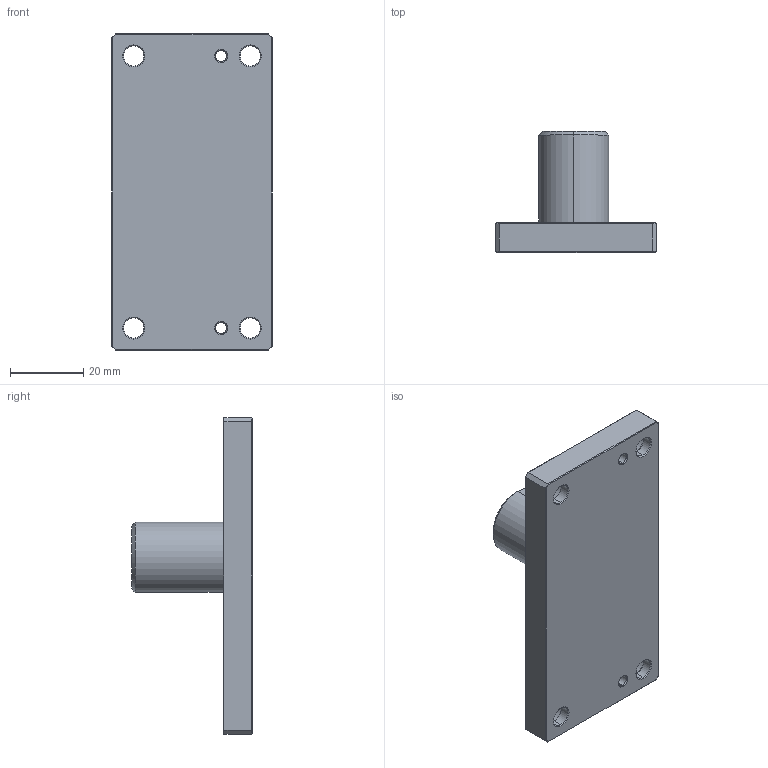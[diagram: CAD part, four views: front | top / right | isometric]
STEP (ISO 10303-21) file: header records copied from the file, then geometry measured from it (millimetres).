
FILE_DESCRIPTION (( 'STEP AP214' ), '1' );
FILE_NAME ('Cap.STEP', '2023-07-06T05:10:51', ( '' ), ( '' ), 'SwSTEP 2.0', 'SolidWorks 2021', '' );
FILE_SCHEMA (( 'AUTOMOTIVE_DESIGN' ));
Length unit declared in the file: millimetre
Products named in the file (1): Cap
Bounding box: 43.8 x 33 x 86.2 mm (x, y, z)
Volume: 35296.2 mm3; surface area: 11733 mm2
Topology: 1 solids, 1 shells, 87 faces, 190 edges, 110 vertices
Faces by surface type: cone 34, plane 31, cylinder 22
Entity records: 2400 total; most frequent: DIRECTION 444, CARTESIAN_POINT 388, ORIENTED_EDGE 380, EDGE_CURVE 190, AXIS2_PLACEMENT_3D 166, VECTOR 112, LINE 112, VERTEX_POINT 110
